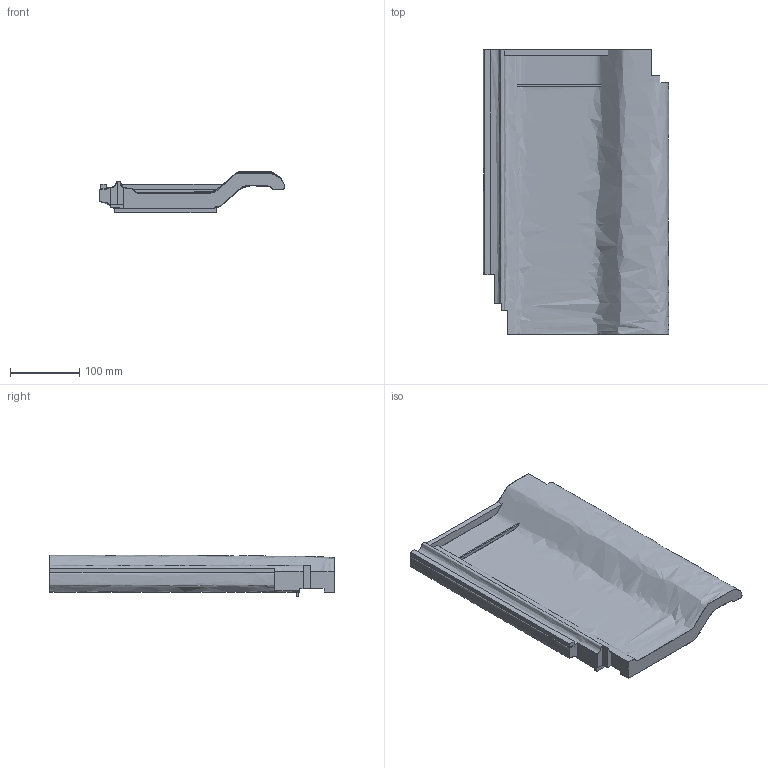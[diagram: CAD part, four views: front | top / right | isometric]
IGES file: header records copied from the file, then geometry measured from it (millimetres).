
Global section: file name: k21-max.IGS; native system:  3D Studio VIZ R3.0 ; preprocessor:  3D Studio VIZ Iges Exporter R3.0 ; author: No Author specified; organization: No Organization specified; units: inch
Bounding box: 266.93 x 410.17 x 60.07 mm (x, y, z)
Surface area: 267208.3 mm2 (no closed solid volume)
Topology: 0 solids, 0 shells, 35 faces, 186 edges, 186 vertices
Faces by surface type: bspline 35
